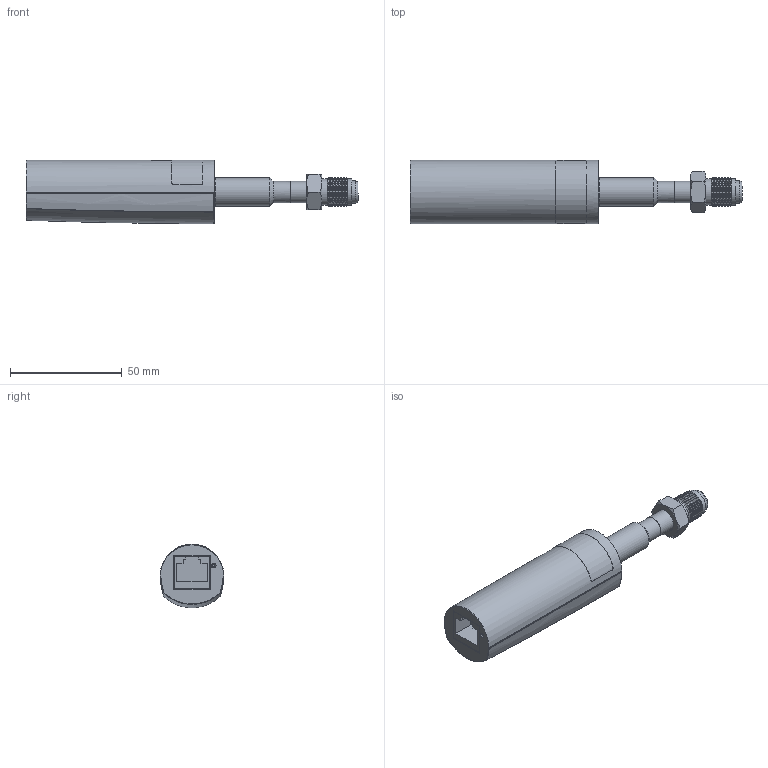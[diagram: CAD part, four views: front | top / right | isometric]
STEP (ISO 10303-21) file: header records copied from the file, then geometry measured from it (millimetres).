
FILE_DESCRIPTION((''),'2;1');
FILE_NAME('CDG020D_FCC_4-VCRm.stp','2012-06-27T17:05:15',('BEM'),(''),'Autodesk Inventor 2012','Autodesk Inventor 2012','');
FILE_SCHEMA(('AUTOMOTIVE_DESIGN { 1 0 10303 214 1 1 1 1 }'));
Length unit declared in the file: millimetre
Products named in the file (1): CDG020D_FCC_4-VCRm
Bounding box: 148.23 x 28.3 x 28.33 mm (x, y, z)
Volume: 28664.4 mm3; surface area: 31404.9 mm2
Topology: 1 solids, 1 shells, 457 faces, 1214 edges, 753 vertices
Faces by surface type: plane 243, cylinder 130, cone 53, torus 14, bspline 9, sphere 8
Full cylindrical faces by diameter (mm): 1.1 x1, 1.3 x2, 2.013 x2, 6.35 x1, 7.874 x1, 7.9 x1, 9.5 x1, 9.525 x1, 9.906 x2, 10.2 x2, 11.7 x1, 11.783 x13, 12.7 x14, 13.5 x1, 14 x1, 16 x1, 17.5 x1, 23 x1
Entity records: 14501 total; most frequent: CARTESIAN_POINT 3000, DIRECTION 2283, ORIENTED_EDGE 2216, EDGE_CURVE 1108, AXIS2_PLACEMENT_3D 813, VERTEX_POINT 741, VECTOR 657, LINE 657
